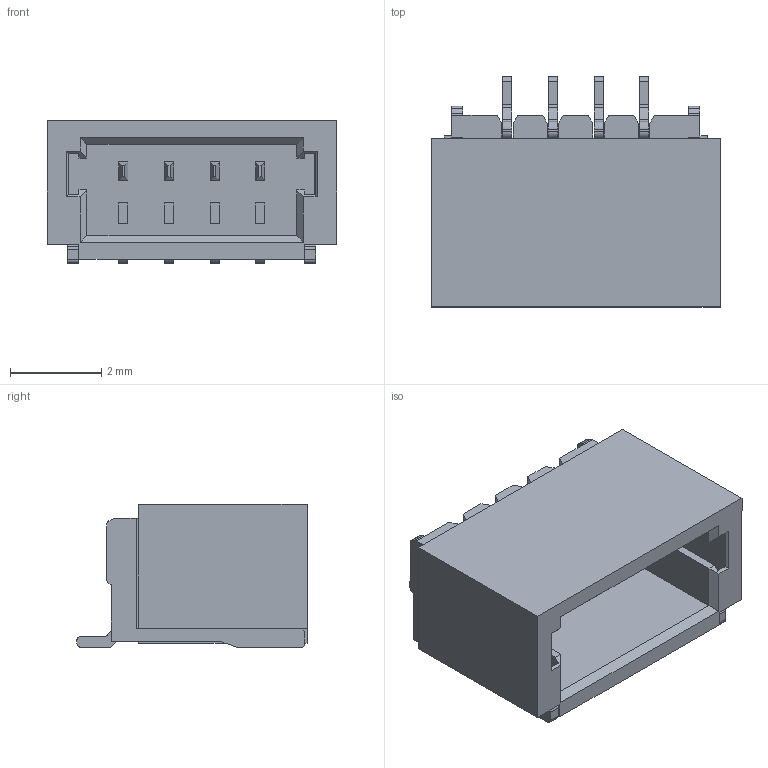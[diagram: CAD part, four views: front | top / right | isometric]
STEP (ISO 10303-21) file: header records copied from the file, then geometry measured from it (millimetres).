
FILE_DESCRIPTION (( 'STEP AP214' ), '1' );
FILE_NAME ('CONN-SMD_4P-P1.00_MEGASTAR_ZX-SH1.0-4PWT.STEP', '2023-06-20T08:28:20', ( 'PC' ), ( 'Microsoft' ), 'SwSTEP 2.0', 'SolidWorks 2020', '' );
FILE_SCHEMA (( 'AUTOMOTIVE_DESIGN' ));
Length unit declared in the file: millimetre
Products named in the file (1): CONN-SMD_4P-P1.00_MEGASTAR_ZX-SH1.0-4PWT
Bounding box: 6.36 x 5.05 x 3.14 mm (x, y, z)
Volume: 46.8 mm3; surface area: 212.1 mm2
Topology: 1 solids, 1 shells, 470 faces, 1291 edges, 850 vertices
Faces by surface type: plane 328, bspline 98, cylinder 44
Entity records: 20448 total; most frequent: CARTESIAN_POINT 3918, ORIENTED_EDGE 2582, DIRECTION 1927, EDGE_CURVE 1291, VECTOR 1001, LINE 1001, VERTEX_POINT 850, EDGE_LOOP 505
